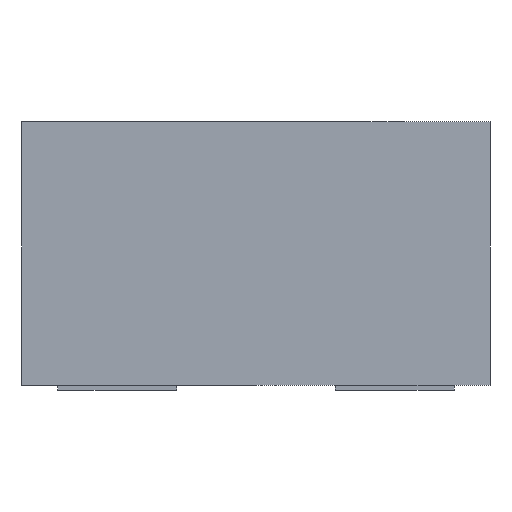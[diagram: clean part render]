
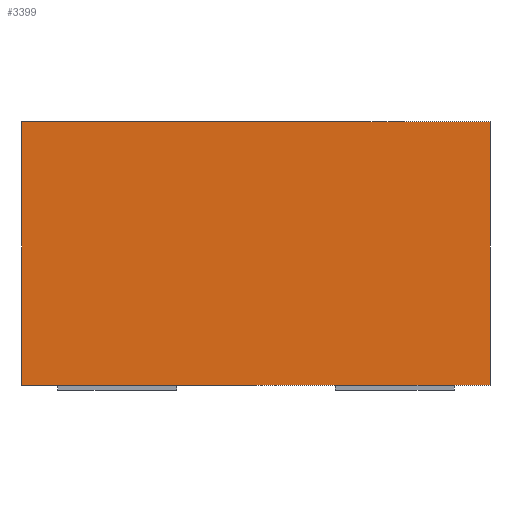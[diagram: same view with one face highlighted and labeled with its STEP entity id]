
A CAD part, front view. The second image highlights one B-rep face of the part: STEP entity #3399.
In plain terms, the highlighted planar face has unit normal (0, -1, 0).
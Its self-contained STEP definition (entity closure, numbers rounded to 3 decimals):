
#2787 = PLANE('',#2788);
#2788 = AXIS2_PLACEMENT_3D('',#2789,#2790,#2791);
#2789 = CARTESIAN_POINT('',(-1.18,-1.97,0.025));
#2790 = DIRECTION('',(-1.,0.,0.));
#2791 = DIRECTION('',(0.,1.,0.));
#2815 = PLANE('',#2816);
#2816 = AXIS2_PLACEMENT_3D('',#2817,#2818,#2819);
#2817 = CARTESIAN_POINT('',(-1.18,1.97,1.355));
#2818 = DIRECTION('',(0.,0.,1.));
#2819 = DIRECTION('',(1.,0.,0.));
#2843 = PLANE('',#2844);
#2844 = AXIS2_PLACEMENT_3D('',#2845,#2846,#2847);
#2845 = CARTESIAN_POINT('',(1.18,1.97,0.025));
#2846 = DIRECTION('',(1.,0.,0.));
#2847 = DIRECTION('',(0.,-1.,0.));
#2869 = PLANE('',#2870);
#2870 = AXIS2_PLACEMENT_3D('',#2871,#2872,#2873);
#2871 = CARTESIAN_POINT('',(-1.18,1.97,0.025));
#2872 = DIRECTION('',(0.,0.,1.));
#2873 = DIRECTION('',(1.,0.,0.));
#2884 = EDGE_CURVE('',#2885,#2887,#2889,.T.);
#2885 = VERTEX_POINT('',#2886);
#2886 = CARTESIAN_POINT('',(-1.18,-1.97,0.025));
#2887 = VERTEX_POINT('',#2888);
#2888 = CARTESIAN_POINT('',(-1.18,-1.97,1.355));
#2889 = SURFACE_CURVE('',#2890,(#2894,#2901),.PCURVE_S1.);
#2890 = LINE('',#2891,#2892);
#2891 = CARTESIAN_POINT('',(-1.18,-1.97,0.025));
#2892 = VECTOR('',#2893,1.);
#2893 = DIRECTION('',(0.,0.,1.));
#2894 = PCURVE('',#2787,#2895);
#2895 = DEFINITIONAL_REPRESENTATION('',(#2896),#2900);
#2896 = LINE('',#2897,#2898);
#2897 = CARTESIAN_POINT('',(0.,0.));
#2898 = VECTOR('',#2899,1.);
#2899 = DIRECTION('',(0.,-1.));
#2900 = ( GEOMETRIC_REPRESENTATION_CONTEXT(2) 
PARAMETRIC_REPRESENTATION_CONTEXT() REPRESENTATION_CONTEXT('2D SPACE',''
  ) );
#2901 = PCURVE('',#2902,#2907);
#2902 = PLANE('',#2903);
#2903 = AXIS2_PLACEMENT_3D('',#2904,#2905,#2906);
#2904 = CARTESIAN_POINT('',(1.18,-1.97,0.025));
#2905 = DIRECTION('',(0.,-1.,0.));
#2906 = DIRECTION('',(-1.,0.,0.));
#2907 = DEFINITIONAL_REPRESENTATION('',(#2908),#2912);
#2908 = LINE('',#2909,#2910);
#2909 = CARTESIAN_POINT('',(2.36,0.));
#2910 = VECTOR('',#2911,1.);
#2911 = DIRECTION('',(0.,-1.));
#2912 = ( GEOMETRIC_REPRESENTATION_CONTEXT(2) 
PARAMETRIC_REPRESENTATION_CONTEXT() REPRESENTATION_CONTEXT('2D SPACE',''
  ) );
#2962 = VERTEX_POINT('',#2963);
#2963 = CARTESIAN_POINT('',(1.18,-1.97,1.355));
#2984 = EDGE_CURVE('',#2985,#2962,#2987,.T.);
#2985 = VERTEX_POINT('',#2986);
#2986 = CARTESIAN_POINT('',(1.18,-1.97,0.025));
#2987 = SURFACE_CURVE('',#2988,(#2992,#2999),.PCURVE_S1.);
#2988 = LINE('',#2989,#2990);
#2989 = CARTESIAN_POINT('',(1.18,-1.97,0.025));
#2990 = VECTOR('',#2991,1.);
#2991 = DIRECTION('',(0.,0.,1.));
#2992 = PCURVE('',#2843,#2993);
#2993 = DEFINITIONAL_REPRESENTATION('',(#2994),#2998);
#2994 = LINE('',#2995,#2996);
#2995 = CARTESIAN_POINT('',(3.94,0.));
#2996 = VECTOR('',#2997,1.);
#2997 = DIRECTION('',(0.,-1.));
#2998 = ( GEOMETRIC_REPRESENTATION_CONTEXT(2) 
PARAMETRIC_REPRESENTATION_CONTEXT() REPRESENTATION_CONTEXT('2D SPACE',''
  ) );
#2999 = PCURVE('',#2902,#3000);
#3000 = DEFINITIONAL_REPRESENTATION('',(#3001),#3005);
#3001 = LINE('',#3002,#3003);
#3002 = CARTESIAN_POINT('',(0.,-0.));
#3003 = VECTOR('',#3004,1.);
#3004 = DIRECTION('',(0.,-1.));
#3005 = ( GEOMETRIC_REPRESENTATION_CONTEXT(2) 
PARAMETRIC_REPRESENTATION_CONTEXT() REPRESENTATION_CONTEXT('2D SPACE',''
  ) );
#3033 = EDGE_CURVE('',#2985,#2885,#3034,.T.);
#3034 = SURFACE_CURVE('',#3035,(#3039,#3046),.PCURVE_S1.);
#3035 = LINE('',#3036,#3037);
#3036 = CARTESIAN_POINT('',(1.18,-1.97,0.025));
#3037 = VECTOR('',#3038,1.);
#3038 = DIRECTION('',(-1.,0.,0.));
#3039 = PCURVE('',#2869,#3040);
#3040 = DEFINITIONAL_REPRESENTATION('',(#3041),#3045);
#3041 = LINE('',#3042,#3043);
#3042 = CARTESIAN_POINT('',(2.36,-3.94));
#3043 = VECTOR('',#3044,1.);
#3044 = DIRECTION('',(-1.,0.));
#3045 = ( GEOMETRIC_REPRESENTATION_CONTEXT(2) 
PARAMETRIC_REPRESENTATION_CONTEXT() REPRESENTATION_CONTEXT('2D SPACE',''
  ) );
#3046 = PCURVE('',#2902,#3047);
#3047 = DEFINITIONAL_REPRESENTATION('',(#3048),#3052);
#3048 = LINE('',#3049,#3050);
#3049 = CARTESIAN_POINT('',(0.,-0.));
#3050 = VECTOR('',#3051,1.);
#3051 = DIRECTION('',(1.,0.));
#3052 = ( GEOMETRIC_REPRESENTATION_CONTEXT(2) 
PARAMETRIC_REPRESENTATION_CONTEXT() REPRESENTATION_CONTEXT('2D SPACE',''
  ) );
#3288 = EDGE_CURVE('',#2962,#2887,#3289,.T.);
#3289 = SURFACE_CURVE('',#3290,(#3294,#3301),.PCURVE_S1.);
#3290 = LINE('',#3291,#3292);
#3291 = CARTESIAN_POINT('',(1.18,-1.97,1.355));
#3292 = VECTOR('',#3293,1.);
#3293 = DIRECTION('',(-1.,0.,0.));
#3294 = PCURVE('',#2815,#3295);
#3295 = DEFINITIONAL_REPRESENTATION('',(#3296),#3300);
#3296 = LINE('',#3297,#3298);
#3297 = CARTESIAN_POINT('',(2.36,-3.94));
#3298 = VECTOR('',#3299,1.);
#3299 = DIRECTION('',(-1.,0.));
#3300 = ( GEOMETRIC_REPRESENTATION_CONTEXT(2) 
PARAMETRIC_REPRESENTATION_CONTEXT() REPRESENTATION_CONTEXT('2D SPACE',''
  ) );
#3301 = PCURVE('',#2902,#3302);
#3302 = DEFINITIONAL_REPRESENTATION('',(#3303),#3307);
#3303 = LINE('',#3304,#3305);
#3304 = CARTESIAN_POINT('',(0.,-1.33));
#3305 = VECTOR('',#3306,1.);
#3306 = DIRECTION('',(1.,0.));
#3307 = ( GEOMETRIC_REPRESENTATION_CONTEXT(2) 
PARAMETRIC_REPRESENTATION_CONTEXT() REPRESENTATION_CONTEXT('2D SPACE',''
  ) );
#3399 = ADVANCED_FACE('',(#3400),#2902,.T.);
#3400 = FACE_BOUND('',#3401,.T.);
#3401 = EDGE_LOOP('',(#3402,#3403,#3404,#3405));
#3402 = ORIENTED_EDGE('',*,*,#2984,.T.);
#3403 = ORIENTED_EDGE('',*,*,#3288,.T.);
#3404 = ORIENTED_EDGE('',*,*,#2884,.F.);
#3405 = ORIENTED_EDGE('',*,*,#3033,.F.);
